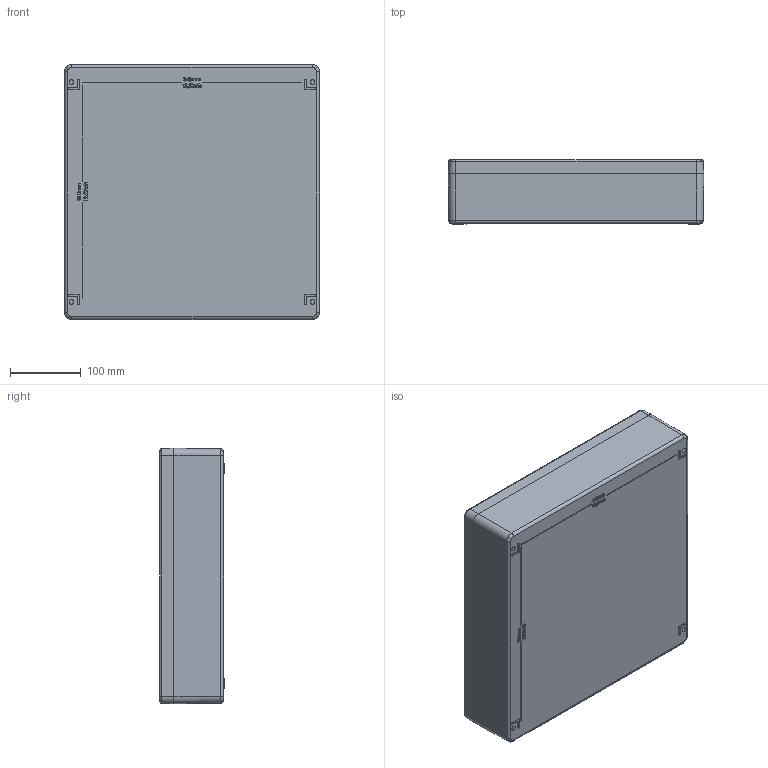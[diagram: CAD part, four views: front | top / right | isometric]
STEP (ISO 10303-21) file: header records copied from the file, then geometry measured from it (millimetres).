
FILE_DESCRIPTION (( 'STEP AP214' ), '1' );
FILE_NAME ('26363609.STEP', '2017-06-08T12:55:43', ( 'Macha' ), ( 'Hewlett-Packard Company' ), 'SwSTEP 2.0', 'SolidWorks 2015', '' );
FILE_SCHEMA (( 'AUTOMOTIVE_DESIGN' ));
Length unit declared in the file: millimetre
Products named in the file (9): 92684; 82015_1380; 93135; 23145-Deckel; 23145-Unterteil; 86224; 86222; 26363609
Assembly tree (23 placements, depth 3):
  26363609
    23145-Unterteil
      23145-Unterteil
      86222  x10
      86224  x4
    23145-Deckel
    93135  x4
    82015_1380
    92684
Bounding box: 360 x 91 x 360 mm (x, y, z)
Volume: 2271172.4 mm3; surface area: 791965.7 mm2
Topology: 22 solids, 22 shells, 1948 faces, 4825 edges, 3008 vertices
Faces by surface type: plane 804, bspline 410, cylinder 310, cone 268, torus 148, sphere 8
Entity records: 60017 total; most frequent: CARTESIAN_POINT 27782, ORIENTED_EDGE 7242, DIRECTION 5627, EDGE_CURVE 3621, VERTEX_POINT 2282, LINE 1901, VECTOR 1901, AXIS2_PLACEMENT_3D 1863
